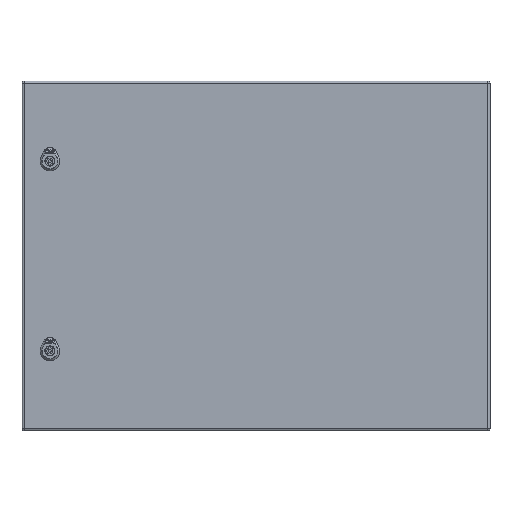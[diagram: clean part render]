
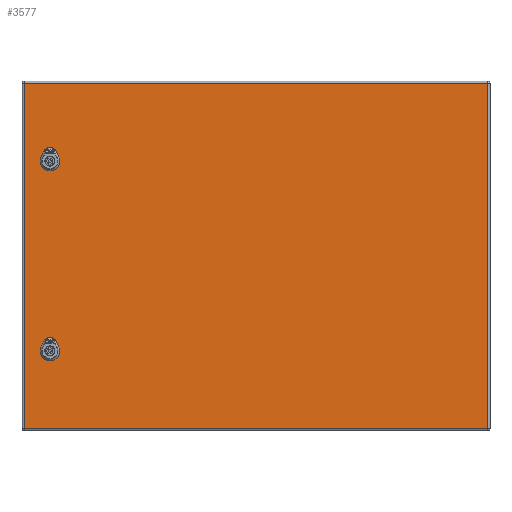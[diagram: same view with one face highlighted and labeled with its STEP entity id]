
A CAD part, top view. The second image highlights one B-rep face of the part: STEP entity #3577.
In plain terms, the highlighted planar face has unit normal (0, 0, 1).
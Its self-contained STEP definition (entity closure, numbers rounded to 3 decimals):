
#329=FACE_BOUND('',#5335,.T.);
#330=FACE_BOUND('',#5336,.T.);
#331=FACE_BOUND('',#5337,.T.);
#1721=LINE('',#22394,#2648);
#1722=LINE('',#22572,#2649);
#1891=LINE('',#23477,#2818);
#1892=LINE('',#23655,#2819);
#1895=LINE('',#23850,#2822);
#1898=LINE('',#23870,#2825);
#1900=LINE('',#23887,#2827);
#1901=LINE('',#23889,#2828);
#2648=VECTOR('',#15700,1.);
#2649=VECTOR('',#15709,1.);
#2818=VECTOR('',#16138,1.);
#2819=VECTOR('',#16147,1.);
#2822=VECTOR('',#16200,1.);
#2825=VECTOR('',#16211,1.);
#2827=VECTOR('',#16221,1.);
#2828=VECTOR('',#16224,1.);
#3577=ADVANCED_FACE('F829',(#329,#330,#331),#3924,.T.);
#3924=PLANE('',#13413);
#5335=EDGE_LOOP('',(#8603,#8604,#8605,#8606));
#5336=EDGE_LOOP('',(#8607,#8608,#8609,#8610));
#5337=EDGE_LOOP('',(#8611,#8612,#8613,#8614));
#8603=ORIENTED_EDGE('',*,*,#11826,.T.);
#8604=ORIENTED_EDGE('',*,*,#11825,.T.);
#8605=ORIENTED_EDGE('',*,*,#11820,.T.);
#8606=ORIENTED_EDGE('',*,*,#11814,.T.);
#8607=ORIENTED_EDGE('',*,*,#11807,.T.);
#8608=ORIENTED_EDGE('',*,*,#11774,.T.);
#8609=ORIENTED_EDGE('',*,*,#11782,.T.);
#8610=ORIENTED_EDGE('',*,*,#11785,.T.);
#8611=ORIENTED_EDGE('',*,*,#11524,.T.);
#8612=ORIENTED_EDGE('',*,*,#11491,.T.);
#8613=ORIENTED_EDGE('',*,*,#11499,.T.);
#8614=ORIENTED_EDGE('',*,*,#11502,.T.);
#9889=VERTEX_POINT('',#22393);
#9890=VERTEX_POINT('',#22395);
#9894=VERTEX_POINT('',#22563);
#9896=VERTEX_POINT('',#22571);
#10068=VERTEX_POINT('',#23476);
#10069=VERTEX_POINT('',#23478);
#10073=VERTEX_POINT('',#23646);
#10075=VERTEX_POINT('',#23654);
#10084=VERTEX_POINT('',#23838);
#10088=VERTEX_POINT('',#23847);
#10089=VERTEX_POINT('',#23851);
#10093=VERTEX_POINT('',#23871);
#11491=EDGE_CURVE('E19',#9890,#9889,#1721,.T.);
#11499=EDGE_CURVE('E26',#9889,#9894,#12364,.T.);
#11502=EDGE_CURVE('E23',#9894,#9896,#1722,.T.);
#11524=EDGE_CURVE('E29',#9896,#9890,#12370,.T.);
#11774=EDGE_CURVE('E2110',#10069,#10068,#1891,.T.);
#11782=EDGE_CURVE('E2107',#10068,#10073,#12394,.T.);
#11785=EDGE_CURVE('E2109',#10073,#10075,#1892,.T.);
#11807=EDGE_CURVE('E2104',#10075,#10069,#12400,.T.);
#11814=EDGE_CURVE('E1075',#10089,#10088,#1895,.T.);
#11820=EDGE_CURVE('E1079',#10093,#10089,#1898,.T.);
#11825=EDGE_CURVE('E1082',#10084,#10093,#1900,.T.);
#11826=EDGE_CURVE('E1086',#10088,#10084,#1901,.T.);
#12364=CIRCLE('',#13243,16.523);
#12370=CIRCLE('',#13260,11.535);
#12394=CIRCLE('',#13377,16.523);
#12400=CIRCLE('',#13394,11.535);
#13243=AXIS2_PLACEMENT_3D('',#22564,#15705,#15706);
#13260=AXIS2_PLACEMENT_3D('',#22751,#15742,#15743);
#13377=AXIS2_PLACEMENT_3D('',#23647,#16143,#16144);
#13394=AXIS2_PLACEMENT_3D('',#23834,#16180,#16181);
#13413=AXIS2_PLACEMENT_3D('',#23890,#16225,#16226);
#15700=DIRECTION('',(0.433,-0.902,0.));
#15705=DIRECTION('',(0.,0.,-1.));
#15706=DIRECTION('',(-1.,0.,0.));
#15709=DIRECTION('',(0.433,0.902,0.));
#15742=DIRECTION('',(0.,0.,-1.));
#15743=DIRECTION('',(0.,1.,0.));
#16138=DIRECTION('',(0.433,-0.902,0.));
#16143=DIRECTION('',(0.,0.,-1.));
#16144=DIRECTION('',(-1.,0.,0.));
#16147=DIRECTION('',(0.433,0.902,0.));
#16180=DIRECTION('',(0.,0.,-1.));
#16181=DIRECTION('',(0.,1.,0.));
#16200=DIRECTION('',(-1.,0.,0.));
#16211=DIRECTION('',(0.,1.,0.));
#16221=DIRECTION('',(1.,0.,0.));
#16224=DIRECTION('',(0.,-1.,0.));
#16225=DIRECTION('',(0.,0.,1.));
#16226=DIRECTION('',(0.,-1.,0.));
#22393=CARTESIAN_POINT('',(-6434.2,94.322,297.441));
#22394=CARTESIAN_POINT('',(-6436.448,99.006,297.441));
#22395=CARTESIAN_POINT('',(-6438.697,103.69,297.441));
#22563=CARTESIAN_POINT('',(-6463.991,94.321,297.441));
#22564=CARTESIAN_POINT('',(-6449.095,87.172,297.441));
#22571=CARTESIAN_POINT('',(-6459.495,103.69,297.441));
#22572=CARTESIAN_POINT('',(-6461.743,99.006,297.441));
#22751=CARTESIAN_POINT('',(-6449.096,98.699,297.441));
#23476=CARTESIAN_POINT('',(-6434.2,-228.678,297.441));
#23477=CARTESIAN_POINT('',(-6436.448,-223.994,297.441));
#23478=CARTESIAN_POINT('',(-6438.697,-219.31,297.441));
#23646=CARTESIAN_POINT('',(-6463.991,-228.679,297.441));
#23647=CARTESIAN_POINT('',(-6449.095,-235.828,297.441));
#23654=CARTESIAN_POINT('',(-6459.495,-219.31,297.441));
#23655=CARTESIAN_POINT('',(-6461.743,-223.994,297.441));
#23834=CARTESIAN_POINT('',(-6449.096,-224.301,297.441));
#23838=CARTESIAN_POINT('',(-6493.096,-368.301,297.441));
#23847=CARTESIAN_POINT('',(-6493.096,219.699,297.441));
#23850=CARTESIAN_POINT('',(-6098.346,219.699,297.441));
#23851=CARTESIAN_POINT('',(-5703.596,219.699,297.441));
#23870=CARTESIAN_POINT('',(-5703.596,-74.301,297.441));
#23871=CARTESIAN_POINT('',(-5703.596,-368.301,297.441));
#23887=CARTESIAN_POINT('',(-6098.346,-368.301,297.441));
#23889=CARTESIAN_POINT('',(-6493.096,-74.301,297.441));
#23890=CARTESIAN_POINT('',(-5660.271,-401.551,297.441));
